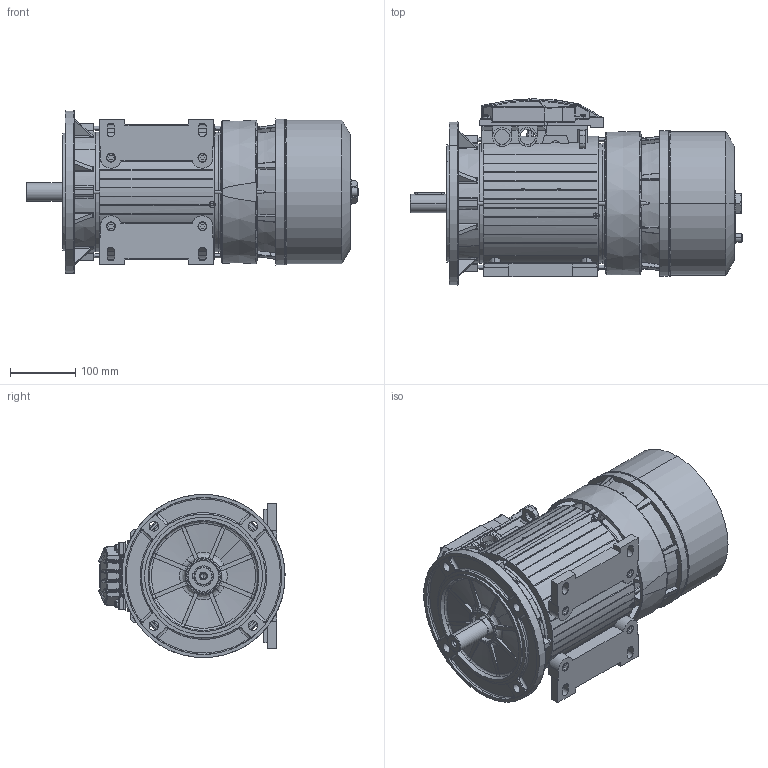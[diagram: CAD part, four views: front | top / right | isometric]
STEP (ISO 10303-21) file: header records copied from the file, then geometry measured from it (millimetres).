
FILE_DESCRIPTION (( 'STEP AP214' ), '1' );
FILE_NAME ('18ON.STEP', '2024-04-23T22:56:09', ( '' ), ( '' ), 'SwSTEP 2.0', 'SolidWorks 2021', '' );
FILE_SCHEMA (( 'AUTOMOTIVE_DESIGN' ));
Length unit declared in the file: inch
Products named in the file (1): 18ON
Bounding box: 508.18 x 284.83 x 249.74 mm (x, y, z)
Volume: 12932164.5 mm3; surface area: 1057706.9 mm2
Topology: 12 solids, 16 shells, 3535 faces, 9459 edges, 5994 vertices
Faces by surface type: plane 1308, bspline 1019, cylinder 789, cone 415, torus 4
Entity records: 163408 total; most frequent: CARTESIAN_POINT 83145, ORIENTED_EDGE 18738, DIRECTION 13897, EDGE_CURVE 9369, VERTEX_POINT 5994, AXIS2_PLACEMENT_3D 4962, LINE 3973, VECTOR 3973
